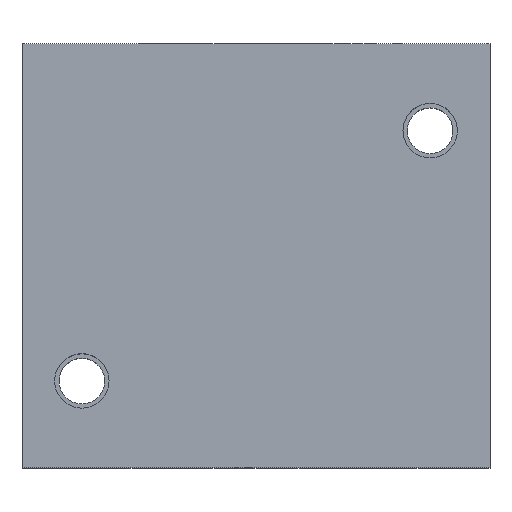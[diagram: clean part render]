
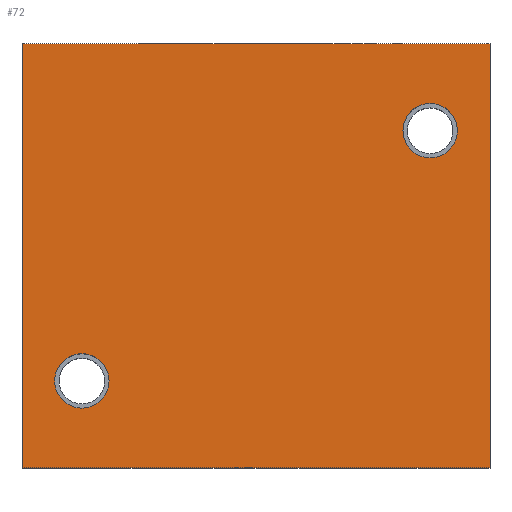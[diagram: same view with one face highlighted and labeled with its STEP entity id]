
A CAD part, top view. The second image highlights one B-rep face of the part: STEP entity #72.
In plain terms, the highlighted planar face has unit normal (0, 0, 1).
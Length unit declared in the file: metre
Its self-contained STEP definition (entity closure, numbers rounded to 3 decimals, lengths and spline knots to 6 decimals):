
#72 = ADVANCED_FACE( '', ( #179, #180, #181 ), #182, .F. );
#179 = FACE_BOUND( '', #340, .T. );
#180 = FACE_OUTER_BOUND( '', #341, .T. );
#181 = FACE_BOUND( '', #342, .T. );
#182 = PLANE( '', #343 );
#340 = EDGE_LOOP( '', ( #510 ) );
#341 = EDGE_LOOP( '', ( #511, #512, #513, #514 ) );
#342 = EDGE_LOOP( '', ( #515 ) );
#343 = AXIS2_PLACEMENT_3D( '', #516, #517, #518 );
#510 = ORIENTED_EDGE( '', *, *, #892, .T. );
#511 = ORIENTED_EDGE( '', *, *, #893, .T. );
#512 = ORIENTED_EDGE( '', *, *, #894, .F. );
#513 = ORIENTED_EDGE( '', *, *, #895, .F. );
#514 = ORIENTED_EDGE( '', *, *, #896, .T. );
#515 = ORIENTED_EDGE( '', *, *, #897, .T. );
#516 = CARTESIAN_POINT( '', ( -0.0215, 0.039, 0.018 ) );
#517 = DIRECTION( '', ( 0., 0., -1. ) );
#518 = DIRECTION( '', ( -1., 0., 0. ) );
#892 = EDGE_CURVE( '', #1055, #1055, #1056, .T. );
#893 = EDGE_CURVE( '', #1057, #1058, #1059, .T. );
#894 = EDGE_CURVE( '', #1060, #1058, #1061, .T. );
#895 = EDGE_CURVE( '', #1062, #1060, #1063, .T. );
#896 = EDGE_CURVE( '', #1062, #1057, #1064, .T. );
#897 = EDGE_CURVE( '', #1065, #1065, #1066, .T. );
#1055 = VERTEX_POINT( '', #1293 );
#1056 = CIRCLE( '', #1294, 0.0025 );
#1057 = VERTEX_POINT( '', #1295 );
#1058 = VERTEX_POINT( '', #1296 );
#1059 = LINE( '', #1297, #1298 );
#1060 = VERTEX_POINT( '', #1299 );
#1061 = LINE( '', #1300, #1301 );
#1062 = VERTEX_POINT( '', #1302 );
#1063 = LINE( '', #1303, #1304 );
#1064 = LINE( '', #1305, #1306 );
#1065 = VERTEX_POINT( '', #1307 );
#1066 = CIRCLE( '', #1308, 0.0025 );
#1293 = CARTESIAN_POINT( '', ( 0.016, 0.0335, 0.018 ) );
#1294 = AXIS2_PLACEMENT_3D( '', #1665, #1666, #1667 );
#1295 = CARTESIAN_POINT( '', ( -0.0215, 0., 0.018 ) );
#1296 = CARTESIAN_POINT( '', ( 0.0215, 0., 0.018 ) );
#1297 = CARTESIAN_POINT( '', ( -0.0215, 0., 0.018 ) );
#1298 = VECTOR( '', #1668, 1. );
#1299 = CARTESIAN_POINT( '', ( 0.0215, 0.039, 0.018 ) );
#1300 = CARTESIAN_POINT( '', ( 0.0215, 0.039, 0.018 ) );
#1301 = VECTOR( '', #1669, 1. );
#1302 = CARTESIAN_POINT( '', ( -0.0215, 0.039, 0.018 ) );
#1303 = CARTESIAN_POINT( '', ( -0.0215, 0.039, 0.018 ) );
#1304 = VECTOR( '', #1670, 1. );
#1305 = CARTESIAN_POINT( '', ( -0.0215, 0.039, 0.018 ) );
#1306 = VECTOR( '', #1671, 1. );
#1307 = CARTESIAN_POINT( '', ( -0.016, 0.0105, 0.018 ) );
#1308 = AXIS2_PLACEMENT_3D( '', #1672, #1673, #1674 );
#1665 = CARTESIAN_POINT( '', ( 0.016, 0.031, 0.018 ) );
#1666 = DIRECTION( '', ( 0., 0., -1. ) );
#1667 = DIRECTION( '', ( 0., 1., 0. ) );
#1668 = DIRECTION( '', ( 1., 0., 0. ) );
#1669 = DIRECTION( '', ( 0., -1., 0. ) );
#1670 = DIRECTION( '', ( 1., 0., 0. ) );
#1671 = DIRECTION( '', ( 0., -1., 0. ) );
#1672 = CARTESIAN_POINT( '', ( -0.016, 0.008, 0.018 ) );
#1673 = DIRECTION( '', ( 0., 0., -1. ) );
#1674 = DIRECTION( '', ( 0., 1., 0. ) );
